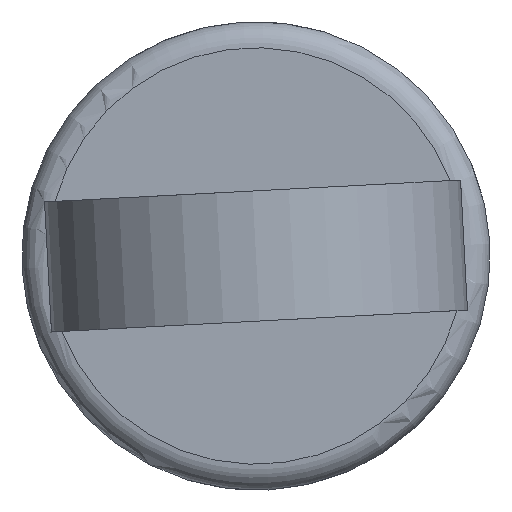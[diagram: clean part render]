
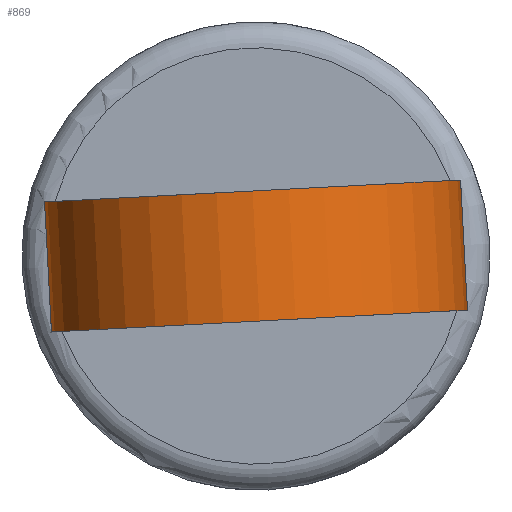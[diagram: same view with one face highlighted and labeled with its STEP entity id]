
A CAD part, left-side view. The second image highlights one B-rep face of the part: STEP entity #869.
In plain terms, the highlighted cylindrical face has radius 8 mm (diameter 16 mm), a partial arc.
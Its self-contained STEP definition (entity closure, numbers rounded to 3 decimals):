
#59=CYLINDRICAL_SURFACE('',#945,8.);
#81=LINE('',#1406,#117);
#82=LINE('',#1410,#118);
#117=VECTOR('',#1096,5.);
#118=VECTOR('',#1101,5.);
#242=FACE_OUTER_BOUND('',#310,.T.);
#310=EDGE_LOOP('',(#673,#674,#675,#676));
#394=CIRCLE('',#943,8.);
#395=CIRCLE('',#946,8.);
#457=VERTEX_POINT('',#1398);
#458=VERTEX_POINT('',#1400);
#459=VERTEX_POINT('',#1404);
#460=VERTEX_POINT('',#1408);
#545=EDGE_CURVE('',#457,#458,#394,.T.);
#548=EDGE_CURVE('',#457,#459,#81,.T.);
#549=EDGE_CURVE('',#460,#459,#395,.T.);
#550=EDGE_CURVE('',#458,#460,#82,.T.);
#673=ORIENTED_EDGE('',*,*,#548,.T.);
#674=ORIENTED_EDGE('',*,*,#549,.F.);
#675=ORIENTED_EDGE('',*,*,#550,.F.);
#676=ORIENTED_EDGE('',*,*,#545,.F.);
#869=ADVANCED_FACE('',(#242),#59,.T.);
#943=AXIS2_PLACEMENT_3D('',#1401,#1090,#1091);
#945=AXIS2_PLACEMENT_3D('',#1407,#1097,#1098);
#946=AXIS2_PLACEMENT_3D('',#1409,#1099,#1100);
#1090=DIRECTION('center_axis',(0.,-1.,0.));
#1091=DIRECTION('ref_axis',(1.,0.,0.));
#1096=DIRECTION('',(0.,1.,0.));
#1097=DIRECTION('center_axis',(0.,1.,0.));
#1098=DIRECTION('ref_axis',(0.,0.,1.));
#1099=DIRECTION('center_axis',(0.,1.,0.));
#1100=DIRECTION('ref_axis',(0.,0.,1.));
#1101=DIRECTION('',(0.,1.,0.));
#1398=CARTESIAN_POINT('',(203.997,-2.5,-8.));
#1400=CARTESIAN_POINT('',(203.997,-2.5,8.));
#1401=CARTESIAN_POINT('Origin',(203.997,-2.5,0.));
#1404=CARTESIAN_POINT('',(203.997,2.5,-8.));
#1406=CARTESIAN_POINT('',(203.997,0.,-8.));
#1407=CARTESIAN_POINT('Origin',(203.997,0.,0.));
#1408=CARTESIAN_POINT('',(203.997,2.5,8.));
#1409=CARTESIAN_POINT('Origin',(203.997,2.5,0.));
#1410=CARTESIAN_POINT('',(203.997,0.,8.));
